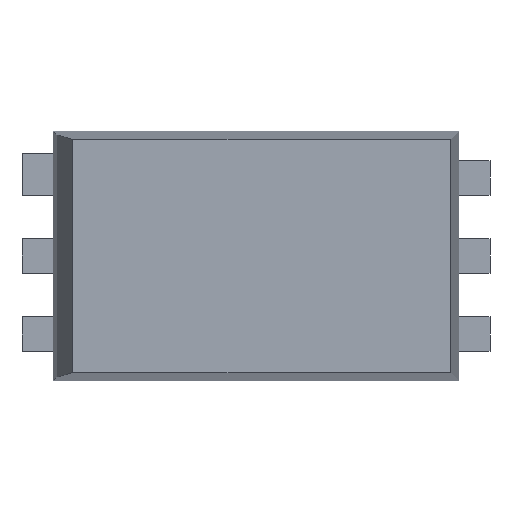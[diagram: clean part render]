
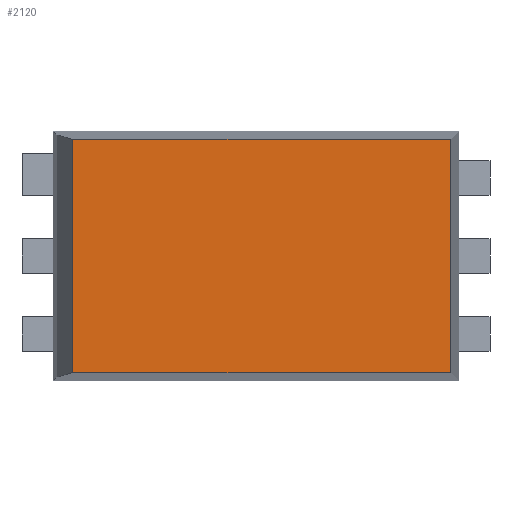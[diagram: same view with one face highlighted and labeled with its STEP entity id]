
A CAD part, front view. The second image highlights one B-rep face of the part: STEP entity #2120.
In plain terms, the highlighted planar face has unit normal (0, -1, 0).
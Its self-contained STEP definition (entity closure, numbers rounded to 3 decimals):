
#81 = VECTOR ( 'NONE', #2429, 1000. ) ;
#393 = CARTESIAN_POINT ( 'NONE',  ( 1.247, -0.605, -0.747 ) ) ;
#448 = VECTOR ( 'NONE', #1162, 1000. ) ;
#530 = LINE ( 'NONE', #1491, #4424 ) ;
#588 = PLANE ( 'NONE',  #4311 ) ;
#651 = DIRECTION ( 'NONE',  ( 0., 1., 0. ) ) ;
#763 = VERTEX_POINT ( 'NONE', #393 ) ;
#941 = EDGE_CURVE ( 'NONE', #2263, #1592, #4901, .T. ) ;
#1162 = DIRECTION ( 'NONE',  ( 0., 0., 1. ) ) ;
#1491 = CARTESIAN_POINT ( 'NONE',  ( 1.3, -0.605, -0.747 ) ) ;
#1592 = VERTEX_POINT ( 'NONE', #4242 ) ;
#1625 = DIRECTION ( 'NONE',  ( 0., 0., 1. ) ) ;
#1660 = CARTESIAN_POINT ( 'NONE',  ( 1.247, -0.605, 0.747 ) ) ;
#1777 = ORIENTED_EDGE ( 'NONE', *, *, #2101, .T. ) ;
#1960 = CARTESIAN_POINT ( 'NONE',  ( -1.3, -0.605, 0.747 ) ) ;
#2014 = EDGE_LOOP ( 'NONE', ( #2145, #2810, #6398, #1777 ) ) ;
#2101 = EDGE_CURVE ( 'NONE', #763, #2263, #4002, .T. ) ;
#2120 = ADVANCED_FACE ( 'NONE', ( #2634 ), #588, .F. ) ;
#2145 = ORIENTED_EDGE ( 'NONE', *, *, #941, .T. ) ;
#2234 = LINE ( 'NONE', #2372, #81 ) ;
#2263 = VERTEX_POINT ( 'NONE', #1660 ) ;
#2372 = CARTESIAN_POINT ( 'NONE',  ( -1.176, -0.605, 0.8 ) ) ;
#2429 = DIRECTION ( 'NONE',  ( 0., 0., -1. ) ) ;
#2634 = FACE_OUTER_BOUND ( 'NONE', #2014, .T. ) ;
#2810 = ORIENTED_EDGE ( 'NONE', *, *, #6428, .T. ) ;
#3599 = EDGE_CURVE ( 'NONE', #6350, #763, #530, .T. ) ;
#3667 = CARTESIAN_POINT ( 'NONE',  ( 1.247, -0.605, 0.8 ) ) ;
#3975 = DIRECTION ( 'NONE',  ( -1., 0., 0. ) ) ;
#4002 = LINE ( 'NONE', #3667, #448 ) ;
#4165 = CARTESIAN_POINT ( 'NONE',  ( 0., -0.605, 0. ) ) ;
#4242 = CARTESIAN_POINT ( 'NONE',  ( -1.176, -0.605, 0.747 ) ) ;
#4311 = AXIS2_PLACEMENT_3D ( 'NONE', #4165, #651, #1625 ) ;
#4424 = VECTOR ( 'NONE', #6564, 1000. ) ;
#4901 = LINE ( 'NONE', #1960, #5383 ) ;
#5269 = CARTESIAN_POINT ( 'NONE',  ( -1.176, -0.605, -0.747 ) ) ;
#5383 = VECTOR ( 'NONE', #3975, 1000. ) ;
#6350 = VERTEX_POINT ( 'NONE', #5269 ) ;
#6398 = ORIENTED_EDGE ( 'NONE', *, *, #3599, .T. ) ;
#6428 = EDGE_CURVE ( 'NONE', #1592, #6350, #2234, .T. ) ;
#6564 = DIRECTION ( 'NONE',  ( 1., 0., 0. ) ) ;
